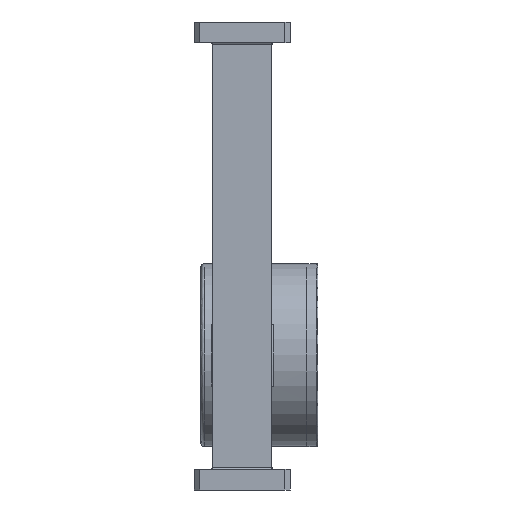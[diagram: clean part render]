
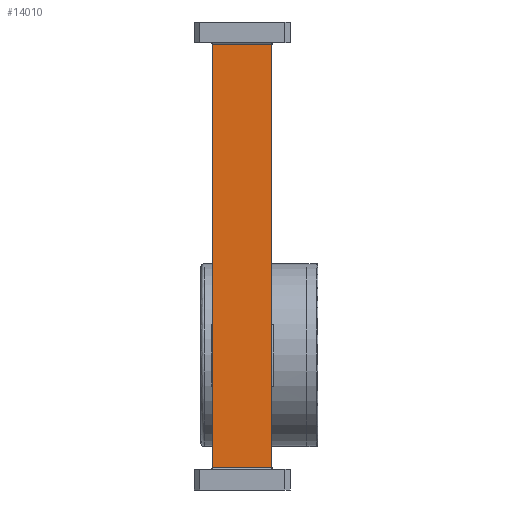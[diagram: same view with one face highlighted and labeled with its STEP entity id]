
A CAD part, front view. The second image highlights one B-rep face of the part: STEP entity #14010.
In plain terms, the highlighted planar face has unit normal (0, -1, 0).
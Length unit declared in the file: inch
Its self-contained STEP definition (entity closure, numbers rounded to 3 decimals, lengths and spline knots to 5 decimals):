
#30 = VERTEX_POINT ( 'NONE', #10871 ) ;
#102 = VERTEX_POINT ( 'NONE', #17203 ) ;
#259 = VECTOR ( 'NONE', #2638, 39.37008 ) ;
#2046 = VECTOR ( 'NONE', #2217, 39.37008 ) ;
#2217 = DIRECTION ( 'NONE',  ( 0., 0., -1. ) ) ;
#2248 = AXIS2_PLACEMENT_3D ( 'NONE', #20482, #22425, #4817 ) ;
#2469 = CARTESIAN_POINT ( 'NONE',  ( 0.27, -0.185, 2.125 ) ) ;
#2638 = DIRECTION ( 'NONE',  ( -1., 0., 0. ) ) ;
#2956 = LINE ( 'NONE', #2469, #8823 ) ;
#3058 = LINE ( 'NONE', #15048, #23578 ) ;
#3681 = EDGE_CURVE ( 'NONE', #17167, #30, #7074, .T. ) ;
#4817 = DIRECTION ( 'NONE',  ( 0., 0., 1. ) ) ;
#5141 = CARTESIAN_POINT ( 'NONE',  ( 0.27, -0.185, 1.918 ) ) ;
#5325 = EDGE_LOOP ( 'NONE', ( #19558, #14506, #15284, #13411 ) ) ;
#6553 = VERTEX_POINT ( 'NONE', #10230 ) ;
#7074 = LINE ( 'NONE', #12675, #259 ) ;
#8244 = LINE ( 'NONE', #14014, #2046 ) ;
#8823 = VECTOR ( 'NONE', #22494, 39.37008 ) ;
#9514 = EDGE_CURVE ( 'NONE', #30, #102, #8244, .T. ) ;
#9717 = EDGE_CURVE ( 'NONE', #17167, #6553, #2956, .T. ) ;
#10230 = CARTESIAN_POINT ( 'NONE',  ( 0.27, -0.185, -1.918 ) ) ;
#10871 = CARTESIAN_POINT ( 'NONE',  ( -0.27, -0.185, 1.918 ) ) ;
#12675 = CARTESIAN_POINT ( 'NONE',  ( -0.27, -0.185, 1.918 ) ) ;
#13411 = ORIENTED_EDGE ( 'NONE', *, *, #16542, .T. ) ;
#14010 = ADVANCED_FACE ( 'NONE', ( #15260 ), #16360, .F. ) ;
#14014 = CARTESIAN_POINT ( 'NONE',  ( -0.27, -0.185, 2.125 ) ) ;
#14506 = ORIENTED_EDGE ( 'NONE', *, *, #3681, .T. ) ;
#15048 = CARTESIAN_POINT ( 'NONE',  ( -0.27, -0.185, -1.918 ) ) ;
#15260 = FACE_OUTER_BOUND ( 'NONE', #5325, .T. ) ;
#15284 = ORIENTED_EDGE ( 'NONE', *, *, #9514, .T. ) ;
#16360 = PLANE ( 'NONE',  #2248 ) ;
#16542 = EDGE_CURVE ( 'NONE', #102, #6553, #3058, .T. ) ;
#17167 = VERTEX_POINT ( 'NONE', #5141 ) ;
#17203 = CARTESIAN_POINT ( 'NONE',  ( -0.27, -0.185, -1.918 ) ) ;
#19558 = ORIENTED_EDGE ( 'NONE', *, *, #9717, .F. ) ;
#20482 = CARTESIAN_POINT ( 'NONE',  ( -0.27, -0.185, 2.125 ) ) ;
#22425 = DIRECTION ( 'NONE',  ( 0., 1., 0. ) ) ;
#22494 = DIRECTION ( 'NONE',  ( 0., 0., -1. ) ) ;
#23029 = DIRECTION ( 'NONE',  ( 1., 0., 0. ) ) ;
#23578 = VECTOR ( 'NONE', #23029, 39.37008 ) ;
